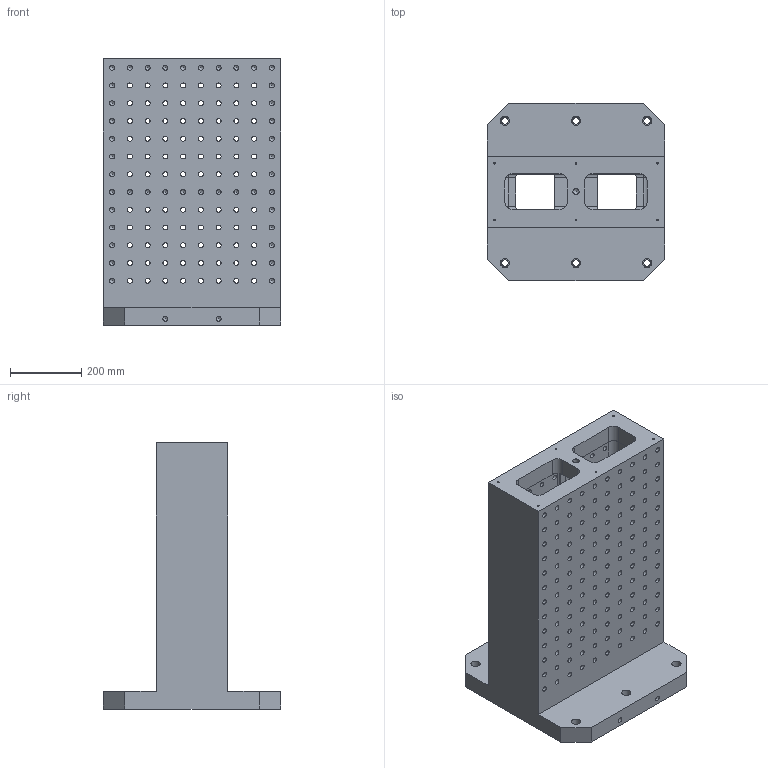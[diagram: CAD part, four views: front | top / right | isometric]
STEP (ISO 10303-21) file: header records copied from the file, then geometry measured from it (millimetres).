
FILE_DESCRIPTION( ( 'Unknown' ), '1' );
FILE_NAME( 'BP11-500500-0750-16.stp', 'Unknown', ( 'S.C.H' ), ( 'Unknown' ), 'XStep 1.0', 'Unknown', ' ' );
FILE_SCHEMA( ( 'CONFIG_CONTROL_DESIGN' ) );
Length unit declared in the file: millimetre
Products named in the file (1): 1
Bounding box: 500 x 500 x 750 mm (x, y, z)
Volume: 45597649.8 mm3; surface area: 2773945.6 mm2
Topology: 1 solids, 1 shells, 560 faces, 1770 edges, 1202 vertices
Faces by surface type: cylinder 340, cone 102, plane 78, torus 36, sphere 4
Full cylindrical faces by diameter (mm): 5 x6, 14 x263, 17.5 x1, 18 x6, 26 x6
Entity records: 16552 total; most frequent: CARTESIAN_POINT 3195, DIRECTION 2846, ORIENTED_EDGE 2040, EDGE_LOOP 1302, AXIS2_PLACEMENT_3D 1301, EDGE_CURVE 1020, VERTEX_POINT 926, FACE_OUTER_BOUND 842
